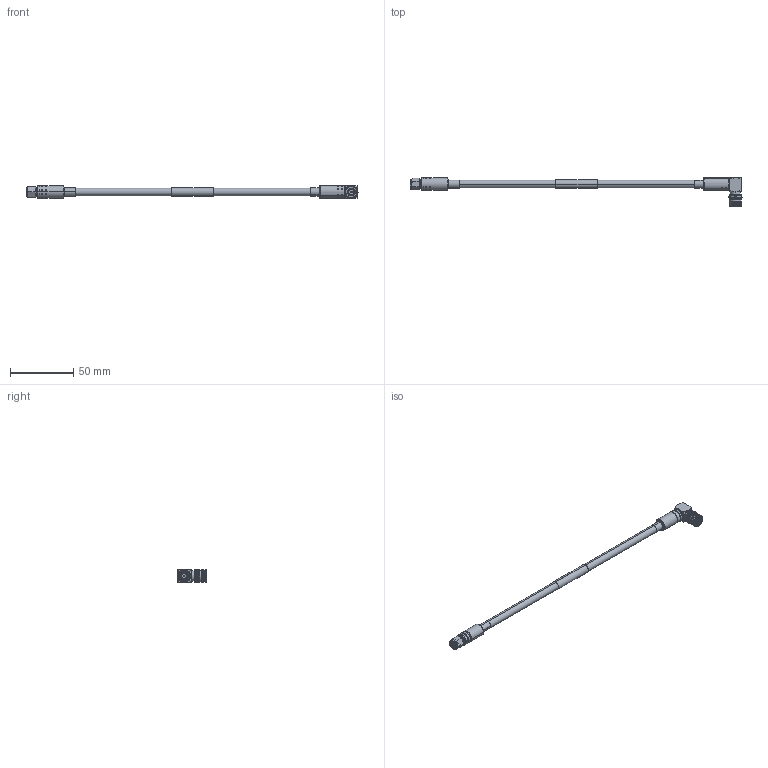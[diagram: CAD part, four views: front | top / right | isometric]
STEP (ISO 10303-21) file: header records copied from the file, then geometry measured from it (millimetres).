
FILE_DESCRIPTION (( 'STEP AP214' ), '1' );
FILE_NAME ('FMC00699_3D.step', '2023-02-23T03:20:59', ( '' ), ( '' ), 'SwSTEP 2.0', 'SolidWorks 2022', '' );
FILE_SCHEMA (( 'AUTOMOTIVE_DESIGN' ));
Length unit declared in the file: inch
Products named in the file (11): TC-240-SM-SS-X; TC-240-SM-SS-X_c-contact; heat shrink conn 1^FMC00699_conn 1; heat shrink conn 2^FMC00699_conn 1; LMR-240^FMC00699; Ferrule^EZ-240-QM-RA-X-LC; EZ-240-QM-RA-X-LC^EZ-240-QM-RA-X-LC; TC-240-SM-SS-X_ferrule; FMC00699_3D; EZ-240-QM-RA-X-LC; TC-240-SM-SS-X_body
Assembly tree (10 placements, depth 3):
  FMC00699_3D
    LMR-240^FMC00699
    TC-240-SM-SS-X
      TC-240-SM-SS-X_body
      TC-240-SM-SS-X_c-contact
      TC-240-SM-SS-X_ferrule
    heat shrink conn 1^FMC00699_conn 1
    EZ-240-QM-RA-X-LC
      EZ-240-QM-RA-X-LC^EZ-240-QM-RA-X-LC
      Ferrule^EZ-240-QM-RA-X-LC
    heat shrink conn 2^FMC00699_conn 1
Bounding box: 261.86 x 22.71 x 10.5 mm (x, y, z)
Volume: 9619 mm3; surface area: 13272.9 mm2
Topology: 9 solids, 9 shells, 920 faces, 2193 edges, 1311 vertices
Faces by surface type: cylinder 291, bspline 288, cone 168, plane 109, torus 62, sphere 2
Entity records: 36755 total; most frequent: CARTESIAN_POINT 17563, ORIENTED_EDGE 4386, DIRECTION 3393, EDGE_CURVE 2193, AXIS2_PLACEMENT_3D 1371, VERTEX_POINT 1311, EDGE_LOOP 966, ADVANCED_FACE 920
